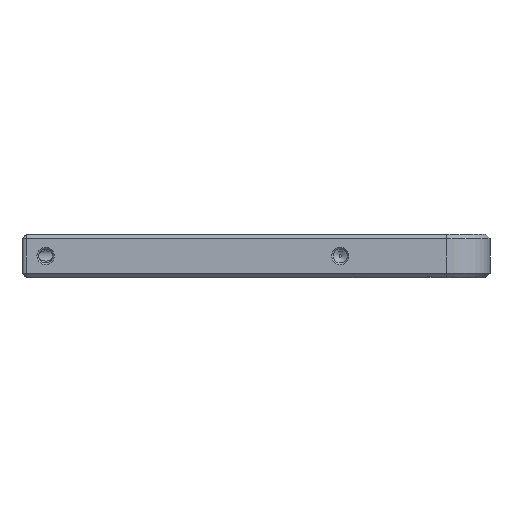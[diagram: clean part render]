
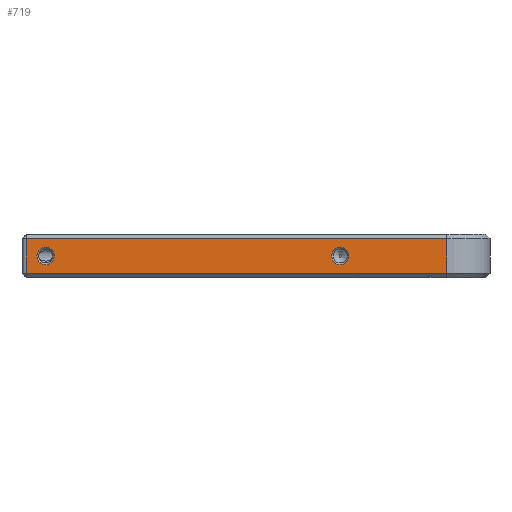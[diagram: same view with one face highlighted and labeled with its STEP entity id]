
A CAD part, left-side view. The second image highlights one B-rep face of the part: STEP entity #719.
In plain terms, the highlighted planar face has unit normal (-1, 0, 0).
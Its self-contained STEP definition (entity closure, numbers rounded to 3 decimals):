
#719=ADVANCED_FACE('',(#1435,#1436,#1437),#907,.T.);
#907=PLANE('',#3480);
#1019=LINE('',#4920,#1229);
#1020=LINE('',#4923,#1230);
#1021=LINE('',#4925,#1231);
#1022=LINE('',#4927,#1232);
#1229=VECTOR('',#3947,1.);
#1230=VECTOR('',#3948,1.);
#1231=VECTOR('',#3949,1.);
#1232=VECTOR('',#3950,1.);
#1435=FACE_BOUND('',#1582,.T.);
#1436=FACE_BOUND('',#1583,.T.);
#1437=FACE_BOUND('',#1584,.T.);
#1582=EDGE_LOOP('',(#1908));
#1583=EDGE_LOOP('',(#1909));
#1584=EDGE_LOOP('',(#1910,#1911,#1912,#1913));
#1908=ORIENTED_EDGE('',*,*,#2951,.F.);
#1909=ORIENTED_EDGE('',*,*,#2952,.F.);
#1910=ORIENTED_EDGE('',*,*,#2953,.T.);
#1911=ORIENTED_EDGE('',*,*,#2954,.T.);
#1912=ORIENTED_EDGE('',*,*,#2955,.T.);
#1913=ORIENTED_EDGE('',*,*,#2956,.T.);
#2690=VERTEX_POINT('',#4917);
#2691=VERTEX_POINT('',#4919);
#2692=VERTEX_POINT('',#4921);
#2693=VERTEX_POINT('',#4922);
#2694=VERTEX_POINT('',#4924);
#2695=VERTEX_POINT('',#4926);
#2951=EDGE_CURVE('',#2690,#2690,#3300,.T.);
#2952=EDGE_CURVE('',#2691,#2691,#3301,.T.);
#2953=EDGE_CURVE('',#2692,#2693,#1019,.T.);
#2954=EDGE_CURVE('',#2693,#2694,#1020,.T.);
#2955=EDGE_CURVE('',#2694,#2695,#1021,.T.);
#2956=EDGE_CURVE('',#2695,#2692,#1022,.T.);
#3300=CIRCLE('',#3478,1.);
#3301=CIRCLE('',#3479,1.);
#3478=AXIS2_PLACEMENT_3D('',#4916,#3943,#3944);
#3479=AXIS2_PLACEMENT_3D('',#4918,#3945,#3946);
#3480=AXIS2_PLACEMENT_3D('',#4928,#3951,#3952);
#3943=DIRECTION('',(-1.,0.,0.));
#3944=DIRECTION('',(0.,0.,1.));
#3945=DIRECTION('',(-1.,0.,0.));
#3946=DIRECTION('',(0.,0.,1.));
#3947=DIRECTION('',(0.,0.,1.));
#3948=DIRECTION('',(0.,1.,0.));
#3949=DIRECTION('',(0.,0.,-1.));
#3950=DIRECTION('',(0.,-1.,0.));
#3951=DIRECTION('',(-1.,0.,0.));
#3952=DIRECTION('',(0.,0.,1.));
#4916=CARTESIAN_POINT('',(-35.,24.28,2.5));
#4917=CARTESIAN_POINT('',(-35.,24.28,3.5));
#4918=CARTESIAN_POINT('',(-35.,-9.72,2.5));
#4919=CARTESIAN_POINT('',(-35.,-9.72,3.5));
#4920=CARTESIAN_POINT('',(-35.,-22.,0.));
#4921=CARTESIAN_POINT('',(-35.,-22.,0.5));
#4922=CARTESIAN_POINT('',(-35.,-22.,4.5));
#4923=CARTESIAN_POINT('',(-35.,27.,4.5));
#4924=CARTESIAN_POINT('',(-35.,26.5,4.5));
#4925=CARTESIAN_POINT('',(-35.,26.5,0.));
#4926=CARTESIAN_POINT('',(-35.,26.5,0.5));
#4927=CARTESIAN_POINT('',(-35.,-22.,0.5));
#4928=CARTESIAN_POINT('',(-35.,27.,0.));
